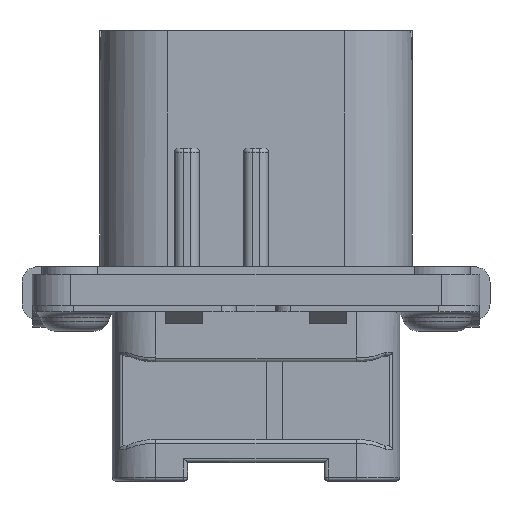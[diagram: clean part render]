
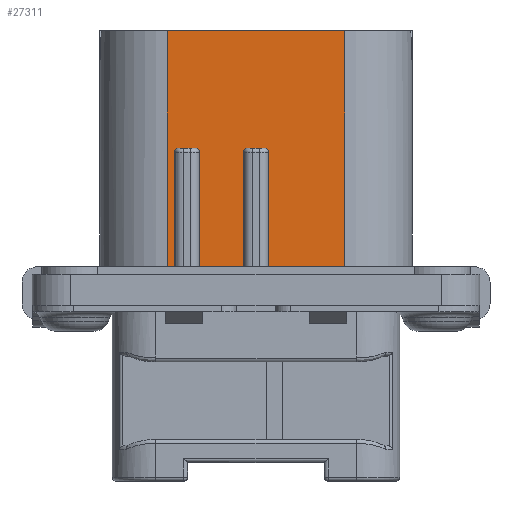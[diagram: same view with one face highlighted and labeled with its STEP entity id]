
A CAD part, front view. The second image highlights one B-rep face of the part: STEP entity #27311.
In plain terms, the highlighted planar face has unit normal (0, -1, 0).
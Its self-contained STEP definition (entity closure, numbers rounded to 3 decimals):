
#1253=DIRECTION('',(1.,0.,0.));
#1254=VECTOR('',#1253,4.9);
#1255=CARTESIAN_POINT('',(0.8,-9.,2.));
#1256=LINE('',#1255,#1254);
#1347=CARTESIAN_POINT('',(-3.9,-9.,9.87));
#1348=DIRECTION('',(0.,1.,0.));
#1349=DIRECTION('',(0.,0.,1.));
#1350=AXIS2_PLACEMENT_3D('',#1347,#1348,#1349);
#1360=DIRECTION('',(0.,0.,1.));
#1361=VECTOR('',#1360,7.87);
#1362=CARTESIAN_POINT('',(-3.65,-9.,2.));
#1363=LINE('',#1362,#1361);
#1364=DIRECTION('',(1.,0.,0.));
#1365=VECTOR('',#1364,1.1);
#1366=CARTESIAN_POINT('',(-5.,-9.,10.12));
#1367=LINE('',#1366,#1365);
#1368=DIRECTION('',(0.,0.,1.));
#1369=VECTOR('',#1368,7.87);
#1370=CARTESIAN_POINT('',(-5.25,-9.,2.));
#1371=LINE('',#1370,#1369);
#1372=DIRECTION('',(0.,0.,-1.));
#1373=VECTOR('',#1372,15.67);
#1374=CARTESIAN_POINT('',(-5.7,-9.,17.67));
#1375=LINE('',#1374,#1373);
#1376=DIRECTION('',(0.,0.,-1.));
#1377=VECTOR('',#1376,15.67);
#1378=CARTESIAN_POINT('',(5.7,-9.,17.67));
#1379=LINE('',#1378,#1377);
#1380=DIRECTION('',(0.,0.,1.));
#1381=VECTOR('',#1380,7.87);
#1382=CARTESIAN_POINT('',(0.8,-9.,2.));
#1383=LINE('',#1382,#1381);
#1384=DIRECTION('',(1.,0.,0.));
#1385=VECTOR('',#1384,1.1);
#1386=CARTESIAN_POINT('',(-0.55,-9.,10.12));
#1387=LINE('',#1386,#1385);
#1388=DIRECTION('',(0.,0.,1.));
#1389=VECTOR('',#1388,7.87);
#1390=CARTESIAN_POINT('',(-0.8,-9.,2.));
#1391=LINE('',#1390,#1389);
#1392=CARTESIAN_POINT('',(-5.,-9.,9.87));
#1393=DIRECTION('',(0.,1.,0.));
#1394=DIRECTION('',(-1.,0.,0.));
#1395=AXIS2_PLACEMENT_3D('',#1392,#1393,#1394);
#1428=DIRECTION('',(1.,0.,0.));
#1429=VECTOR('',#1428,0.45);
#1430=CARTESIAN_POINT('',(-5.7,-9.,2.));
#1431=LINE('',#1430,#1429);
#1787=DIRECTION('',(1.,0.,0.));
#1788=VECTOR('',#1787,11.4);
#1789=CARTESIAN_POINT('',(-5.7,-9.,17.67));
#1790=LINE('',#1789,#1788);
#21033=CARTESIAN_POINT('',(0.55,-9.,9.87));
#21034=DIRECTION('',(0.,1.,0.));
#21035=DIRECTION('',(0.,0.,1.));
#21036=AXIS2_PLACEMENT_3D('',#21033,#21034,#21035);
#21093=DIRECTION('',(1.,0.,0.));
#21094=VECTOR('',#21093,2.85);
#21095=CARTESIAN_POINT('',(-3.65,-9.,2.));
#21096=LINE('',#21095,#21094);
#21124=CARTESIAN_POINT('',(-0.55,-9.,9.87));
#21125=DIRECTION('',(0.,1.,0.));
#21126=DIRECTION('',(-1.,0.,0.));
#21127=AXIS2_PLACEMENT_3D('',#21124,#21125,#21126);
#21323=CARTESIAN_POINT('',(-5.7,-9.,17.67));
#21324=CARTESIAN_POINT('',(-5.7,-9.,2.));
#21325=VERTEX_POINT('',#21323);
#21326=VERTEX_POINT('',#21324);
#21327=CARTESIAN_POINT('',(5.7,-9.,17.67));
#21328=CARTESIAN_POINT('',(5.7,-9.,2.));
#21329=VERTEX_POINT('',#21327);
#21330=VERTEX_POINT('',#21328);
#23248=CARTESIAN_POINT('',(-5.25,-9.,2.));
#23249=VERTEX_POINT('',#23248);
#23250=CARTESIAN_POINT('',(-3.65,-9.,2.));
#23251=CARTESIAN_POINT('',(-0.8,-9.,2.));
#23252=VERTEX_POINT('',#23250);
#23253=VERTEX_POINT('',#23251);
#23254=CARTESIAN_POINT('',(0.8,-9.,2.));
#23255=VERTEX_POINT('',#23254);
#23345=CARTESIAN_POINT('',(-3.65,-9.,9.87));
#23347=VERTEX_POINT('',#23345);
#23349=CARTESIAN_POINT('',(-3.9,-9.,10.12));
#23351=VERTEX_POINT('',#23349);
#23364=CARTESIAN_POINT('',(-5.,-9.,10.12));
#23365=VERTEX_POINT('',#23364);
#23366=CARTESIAN_POINT('',(-5.25,-9.,9.87));
#23367=VERTEX_POINT('',#23366);
#23369=CARTESIAN_POINT('',(0.8,-9.,9.87));
#23371=VERTEX_POINT('',#23369);
#23373=CARTESIAN_POINT('',(0.55,-9.,10.12));
#23375=VERTEX_POINT('',#23373);
#23388=CARTESIAN_POINT('',(-0.55,-9.,10.12));
#23389=VERTEX_POINT('',#23388);
#23390=CARTESIAN_POINT('',(-0.8,-9.,9.87));
#23391=VERTEX_POINT('',#23390);
#27276=CARTESIAN_POINT('',(-10.05,-9.,2.));
#27277=DIRECTION('',(0.,-1.,0.));
#27278=DIRECTION('',(1.,0.,0.));
#27279=AXIS2_PLACEMENT_3D('',#27276,#27277,#27278);
#27280=PLANE('',#27279);
#27281=ORIENTED_EDGE('',*,*,#27267,.T.);
#27282=ORIENTED_EDGE('',*,*,#27256,.F.);
#27283=ORIENTED_EDGE('',*,*,#27241,.F.);
#27285=ORIENTED_EDGE('',*,*,#27284,.F.);
#27287=ORIENTED_EDGE('',*,*,#27286,.F.);
#27289=ORIENTED_EDGE('',*,*,#27288,.F.);
#27291=ORIENTED_EDGE('',*,*,#27290,.F.);
#27293=ORIENTED_EDGE('',*,*,#27292,.T.);
#27295=ORIENTED_EDGE('',*,*,#27294,.T.);
#27296=ORIENTED_EDGE('',*,*,#27158,.F.);
#27298=ORIENTED_EDGE('',*,*,#27297,.T.);
#27300=ORIENTED_EDGE('',*,*,#27299,.F.);
#27302=ORIENTED_EDGE('',*,*,#27301,.F.);
#27304=ORIENTED_EDGE('',*,*,#27303,.F.);
#27306=ORIENTED_EDGE('',*,*,#27305,.F.);
#27308=ORIENTED_EDGE('',*,*,#27307,.F.);
#27309=EDGE_LOOP('',(#27281,#27282,#27283,#27285,#27287,#27289,#27291,#27293,
#27295,#27296,#27298,#27300,#27302,#27304,#27306,#27308));
#27310=FACE_OUTER_BOUND('',#27309,.F.);
#27311=ADVANCED_FACE('',(#27310),#27280,.T.);
#1351=CIRCLE('',#1350,0.25);
#1396=CIRCLE('',#1395,0.25);
#21037=CIRCLE('',#21036,0.25);
#21128=CIRCLE('',#21127,0.25);
#27158=EDGE_CURVE('',#23255,#21330,#1256,.T.);
#27241=EDGE_CURVE('',#23365,#23351,#1367,.T.);
#27256=EDGE_CURVE('',#23351,#23347,#1351,.T.);
#27267=EDGE_CURVE('',#23252,#23347,#1363,.T.);
#27284=EDGE_CURVE('',#23367,#23365,#1396,.T.);
#27286=EDGE_CURVE('',#23249,#23367,#1371,.T.);
#27288=EDGE_CURVE('',#21326,#23249,#1431,.T.);
#27290=EDGE_CURVE('',#21325,#21326,#1375,.T.);
#27292=EDGE_CURVE('',#21325,#21329,#1790,.T.);
#27294=EDGE_CURVE('',#21329,#21330,#1379,.T.);
#27297=EDGE_CURVE('',#23255,#23371,#1383,.T.);
#27299=EDGE_CURVE('',#23375,#23371,#21037,.T.);
#27301=EDGE_CURVE('',#23389,#23375,#1387,.T.);
#27303=EDGE_CURVE('',#23391,#23389,#21128,.T.);
#27305=EDGE_CURVE('',#23253,#23391,#1391,.T.);
#27307=EDGE_CURVE('',#23252,#23253,#21096,.T.);
